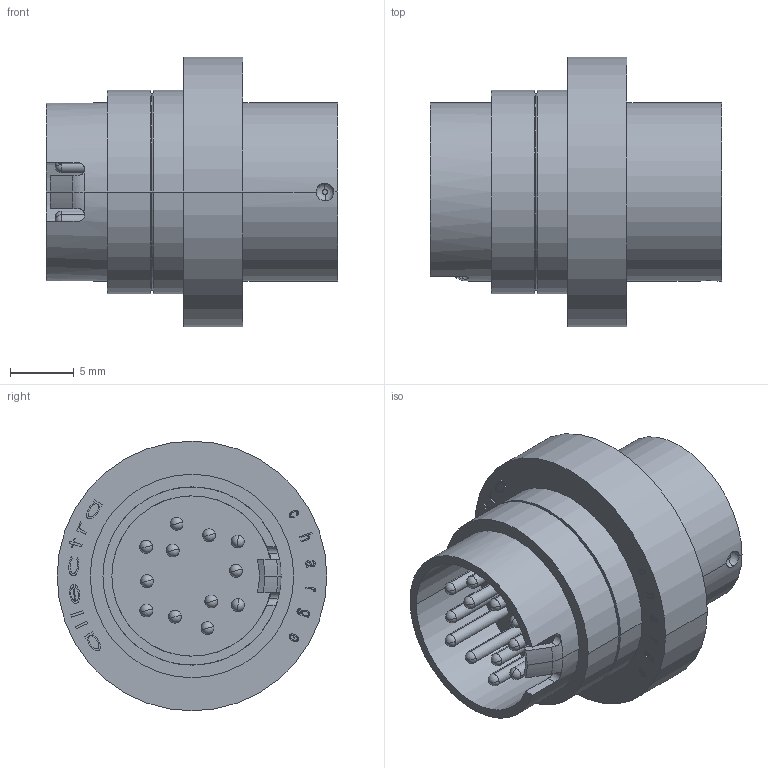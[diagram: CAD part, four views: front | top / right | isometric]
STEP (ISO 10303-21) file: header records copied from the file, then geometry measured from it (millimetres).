
FILE_DESCRIPTION (( 'STEP AP214' ), '1' );
FILE_NAME ('220-CM12.STEP', '2019-06-03T10:27:27', ( '' ), ( '' ), 'SwSTEP 2.0', 'SolidWorks 2014', '' );
FILE_SCHEMA (( 'AUTOMOTIVE_DESIGN' ));
Length unit declared in the file: millimetre
Products named in the file (4): 9220-PIN-FENI_pin vergd; 9220-CM-GLASS12-PLATE; 9220-CM-W-V0914_Einbuchtung-neu; 220-CM12
Assembly tree (14 placements, depth 2):
  220-CM12
    9220-CM-W-V0914_Einbuchtung-neu
    9220-CM-GLASS12-PLATE
    9220-PIN-FENI_pin vergd  x12
Bounding box: 22.9 x 21.2 x 21.2 mm (x, y, z)
Volume: 2280.1 mm3; surface area: 4052 mm2
Topology: 14 solids, 14 shells, 337 faces, 918 edges, 586 vertices
Faces by surface type: plane 109, bspline 99, cylinder 69, sphere 48, torus 7, cone 5
Entity records: 14129 total; most frequent: CARTESIAN_POINT 7745, ORIENTED_EDGE 1432, DIRECTION 991, EDGE_CURVE 716, VERTEX_POINT 476, LINE 371, VECTOR 371, EDGE_LOOP 322
